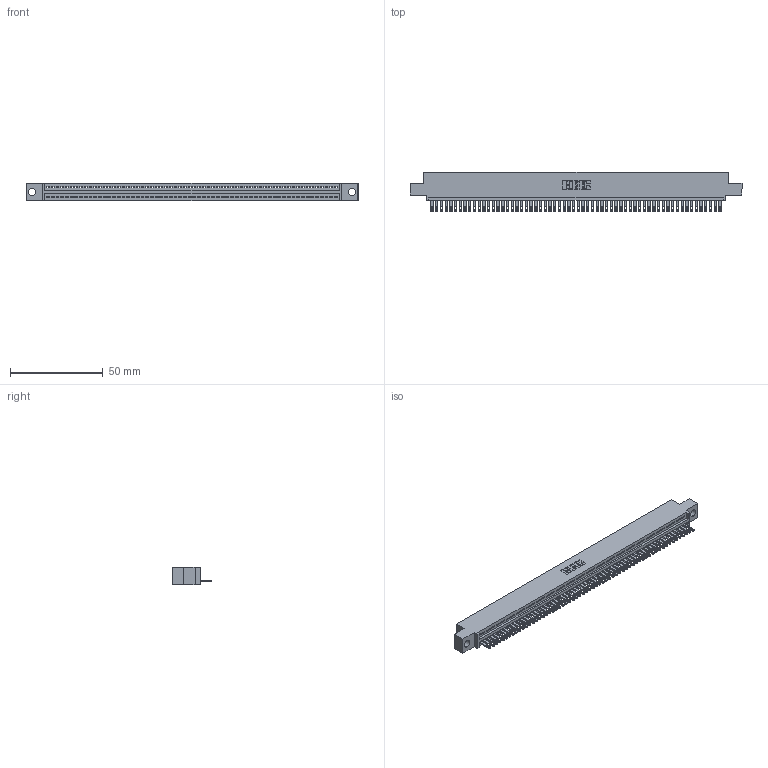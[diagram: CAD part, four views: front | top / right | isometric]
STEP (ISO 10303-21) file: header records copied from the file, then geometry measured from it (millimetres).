
FILE_DESCRIPTION (( 'STEP AP203' ), '1' );
FILE_NAME ('345-062-500-404.STEP', '2021-05-28T15:53:15', ( '' ), ( '' ), 'SwSTEP 2.0', 'SolidWorks 2020', '' );
FILE_SCHEMA (( 'CONFIG_CONTROL_DESIGN' ));
Length unit declared in the file: inch
Products named in the file (3): 345-062-500-404; 345-292-001_345-293-100; 345 Part_0.110 Offset - 0.156 Dia-TI
Assembly tree (63 placements, depth 2):
  345-062-500-404
    345 Part_0.110 Offset - 0.156 Dia-TI
    345-292-001_345-293-100  x62
Bounding box: 178.69 x 21.51 x 9.4 mm (x, y, z)
Volume: 16995 mm3; surface area: 22920.2 mm2
Topology: 63 solids, 63 shells, 3492 faces, 10805 edges, 7202 vertices
Faces by surface type: plane 2206, cylinder 1286
Entity records: 44451 total; most frequent: CARTESIAN_POINT 7708, ORIENTED_EDGE 7702, DIRECTION 6703, EDGE_CURVE 3851, LINE 3467, VECTOR 3467, VERTEX_POINT 2566, AXIS2_PLACEMENT_3D 1618
